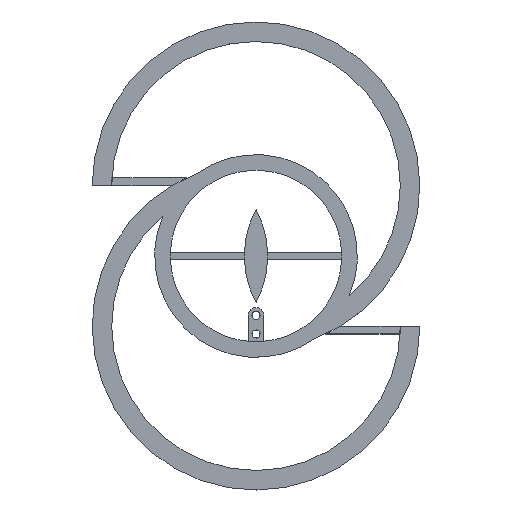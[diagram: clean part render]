
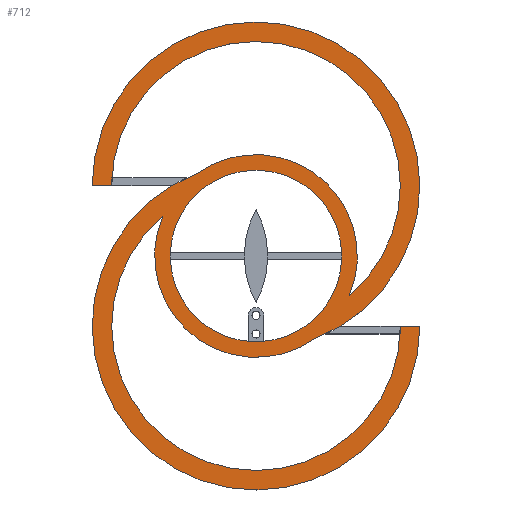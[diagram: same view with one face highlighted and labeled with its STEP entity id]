
A CAD part, top view. The second image highlights one B-rep face of the part: STEP entity #712.
In plain terms, the highlighted planar face has unit normal (0, 0, 1).
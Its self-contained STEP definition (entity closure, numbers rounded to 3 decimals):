
#13=FACE_BOUND('',#120,.T.);
#37=PLANE('',#797);
#72=FACE_OUTER_BOUND('',#119,.T.);
#119=EDGE_LOOP('',(#528,#529,#530,#531,#532,#533,#534,#535));
#120=EDGE_LOOP('',(#536));
#164=LINE('',#1120,#221);
#170=LINE('',#1144,#227);
#221=VECTOR('',#886,10.);
#227=VECTOR('',#912,10.);
#277=CIRCLE('',#775,55.);
#280=CIRCLE('',#780,105.);
#282=CIRCLE('',#783,65.);
#284=CIRCLE('',#786,92.5);
#286=CIRCLE('',#790,105.);
#288=CIRCLE('',#793,65.);
#290=CIRCLE('',#796,92.5);
#319=VERTEX_POINT('',#1108);
#323=VERTEX_POINT('',#1117);
#324=VERTEX_POINT('',#1119);
#326=VERTEX_POINT('',#1125);
#328=VERTEX_POINT('',#1131);
#330=VERTEX_POINT('',#1137);
#332=VERTEX_POINT('',#1143);
#334=VERTEX_POINT('',#1149);
#336=VERTEX_POINT('',#1155);
#387=EDGE_CURVE('',#319,#319,#277,.T.);
#392=EDGE_CURVE('',#324,#323,#164,.T.);
#395=EDGE_CURVE('',#326,#324,#280,.T.);
#398=EDGE_CURVE('',#328,#326,#282,.T.);
#401=EDGE_CURVE('',#330,#328,#284,.T.);
#404=EDGE_CURVE('',#332,#330,#170,.T.);
#407=EDGE_CURVE('',#334,#332,#286,.T.);
#410=EDGE_CURVE('',#336,#334,#288,.T.);
#413=EDGE_CURVE('',#323,#336,#290,.T.);
#528=ORIENTED_EDGE('',*,*,#413,.T.);
#529=ORIENTED_EDGE('',*,*,#410,.T.);
#530=ORIENTED_EDGE('',*,*,#407,.T.);
#531=ORIENTED_EDGE('',*,*,#404,.T.);
#532=ORIENTED_EDGE('',*,*,#401,.T.);
#533=ORIENTED_EDGE('',*,*,#398,.T.);
#534=ORIENTED_EDGE('',*,*,#395,.T.);
#535=ORIENTED_EDGE('',*,*,#392,.T.);
#536=ORIENTED_EDGE('',*,*,#387,.T.);
#712=ADVANCED_FACE('',(#72,#13),#37,.T.);
#775=AXIS2_PLACEMENT_3D('',#1109,#877,#878);
#780=AXIS2_PLACEMENT_3D('',#1126,#892,#893);
#783=AXIS2_PLACEMENT_3D('',#1132,#899,#900);
#786=AXIS2_PLACEMENT_3D('',#1138,#906,#907);
#790=AXIS2_PLACEMENT_3D('',#1150,#918,#919);
#793=AXIS2_PLACEMENT_3D('',#1156,#925,#926);
#796=AXIS2_PLACEMENT_3D('',#1160,#932,#933);
#797=AXIS2_PLACEMENT_3D('',#1161,#934,#935);
#877=DIRECTION('center_axis',(0.,0.,-1.));
#878=DIRECTION('ref_axis',(1.,0.,0.));
#886=DIRECTION('',(-1.,0.,0.));
#892=DIRECTION('center_axis',(0.,0.,1.));
#893=DIRECTION('ref_axis',(-0.358,0.934,0.));
#899=DIRECTION('center_axis',(0.,0.,1.));
#900=DIRECTION('ref_axis',(0.919,-0.394,0.));
#906=DIRECTION('center_axis',(0.,0.,-1.));
#907=DIRECTION('ref_axis',(0.646,-0.764,0.));
#912=DIRECTION('',(1.,0.,0.));
#918=DIRECTION('center_axis',(0.,0.,1.));
#919=DIRECTION('ref_axis',(0.358,-0.934,0.));
#925=DIRECTION('center_axis',(0.,0.,1.));
#926=DIRECTION('ref_axis',(-0.919,0.394,0.));
#932=DIRECTION('center_axis',(0.,0.,-1.));
#933=DIRECTION('ref_axis',(-0.646,0.764,0.));
#934=DIRECTION('center_axis',(0.,0.,1.));
#935=DIRECTION('ref_axis',(1.,0.,0.));
#1108=CARTESIAN_POINT('',(-55.,-45.,2.));
#1109=CARTESIAN_POINT('Origin',(0.,-45.,2.));
#1117=CARTESIAN_POINT('',(92.5,-90.,2.));
#1119=CARTESIAN_POINT('',(105.,-90.,2.));
#1120=CARTESIAN_POINT('',(92.5,-90.,2.));
#1125=CARTESIAN_POINT('',(-37.551,8.056,2.));
#1126=CARTESIAN_POINT('Origin',(0.,-90.,2.));
#1131=CARTESIAN_POINT('',(59.736,-70.625,2.));
#1132=CARTESIAN_POINT('Origin',(0.,-45.,2.));
#1137=CARTESIAN_POINT('',(-92.5,0.,2.));
#1138=CARTESIAN_POINT('Origin',(0.,0.,2.));
#1143=CARTESIAN_POINT('',(-105.,0.,2.));
#1144=CARTESIAN_POINT('',(-92.5,0.,2.));
#1149=CARTESIAN_POINT('',(37.551,-98.056,2.));
#1150=CARTESIAN_POINT('Origin',(0.,0.,2.));
#1155=CARTESIAN_POINT('',(-59.736,-19.375,2.));
#1156=CARTESIAN_POINT('Origin',(0.,-45.,2.));
#1160=CARTESIAN_POINT('Origin',(0.,-90.,2.));
#1161=CARTESIAN_POINT('Origin',(0.,-45.,2.));
